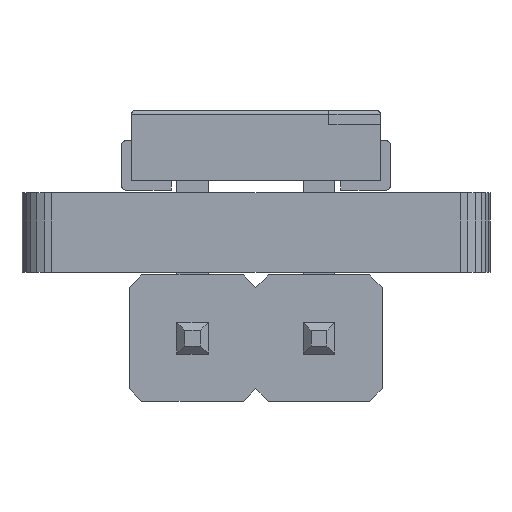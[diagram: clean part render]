
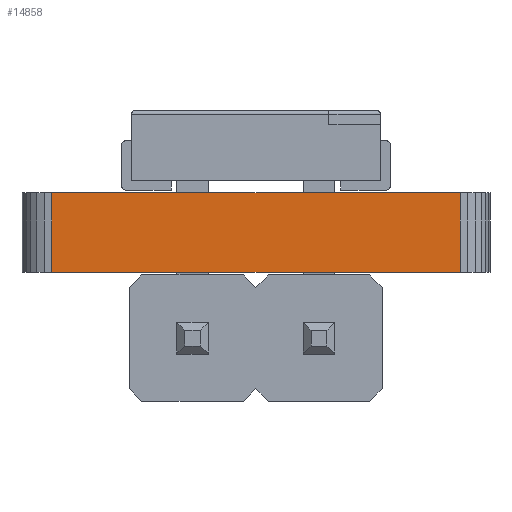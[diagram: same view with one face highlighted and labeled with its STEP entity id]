
A CAD part, front view. The second image highlights one B-rep face of the part: STEP entity #14858.
In plain terms, the highlighted planar face has unit normal (0, -1, 0).
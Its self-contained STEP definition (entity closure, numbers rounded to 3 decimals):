
#12671 = PLANE('',#12672);
#12672 = AXIS2_PLACEMENT_3D('',#12673,#12674,#12675);
#12673 = CARTESIAN_POINT('',(0.,0.25,1.6));
#12674 = DIRECTION('',(-0.,-0.,-1.));
#12675 = DIRECTION('',(-1.,0.,0.));
#12725 = PLANE('',#12726);
#12726 = AXIS2_PLACEMENT_3D('',#12727,#12728,#12729);
#12727 = CARTESIAN_POINT('',(0.,0.25,0.));
#12728 = DIRECTION('',(-0.,-0.,-1.));
#12729 = DIRECTION('',(-1.,0.,0.));
#13142 = VERTEX_POINT('',#13143);
#13143 = CARTESIAN_POINT('',(4.1,-6.5,0.));
#13157 = PLANE('',#13158);
#13158 = AXIS2_PLACEMENT_3D('',#13159,#13160,#13161);
#13159 = CARTESIAN_POINT('',(4.255,-6.48,0.));
#13160 = DIRECTION('',(0.131,-0.991,0.));
#13161 = DIRECTION('',(-0.991,-0.131,0.));
#13169 = EDGE_CURVE('',#13142,#13170,#13172,.T.);
#13170 = VERTEX_POINT('',#13171);
#13171 = CARTESIAN_POINT('',(-4.1,-6.5,0.));
#13172 = SURFACE_CURVE('',#13173,(#13177,#13184),.PCURVE_S1.);
#13173 = LINE('',#13174,#13175);
#13174 = CARTESIAN_POINT('',(4.1,-6.5,0.));
#13175 = VECTOR('',#13176,1.);
#13176 = DIRECTION('',(-1.,0.,0.));
#13177 = PCURVE('',#12725,#13178);
#13178 = DEFINITIONAL_REPRESENTATION('',(#13179),#13183);
#13179 = LINE('',#13180,#13181);
#13180 = CARTESIAN_POINT('',(-4.1,-6.75));
#13181 = VECTOR('',#13182,1.);
#13182 = DIRECTION('',(1.,0.));
#13183 = ( GEOMETRIC_REPRESENTATION_CONTEXT(2) 
PARAMETRIC_REPRESENTATION_CONTEXT() REPRESENTATION_CONTEXT('2D SPACE',''
  ) );
#13184 = PCURVE('',#13185,#13190);
#13185 = PLANE('',#13186);
#13186 = AXIS2_PLACEMENT_3D('',#13187,#13188,#13189);
#13187 = CARTESIAN_POINT('',(4.1,-6.5,0.));
#13188 = DIRECTION('',(0.,-1.,0.));
#13189 = DIRECTION('',(-1.,0.,0.));
#13190 = DEFINITIONAL_REPRESENTATION('',(#13191),#13195);
#13191 = LINE('',#13192,#13193);
#13192 = CARTESIAN_POINT('',(0.,-0.));
#13193 = VECTOR('',#13194,1.);
#13194 = DIRECTION('',(1.,0.));
#13195 = ( GEOMETRIC_REPRESENTATION_CONTEXT(2) 
PARAMETRIC_REPRESENTATION_CONTEXT() REPRESENTATION_CONTEXT('2D SPACE',''
  ) );
#13213 = PLANE('',#13214);
#13214 = AXIS2_PLACEMENT_3D('',#13215,#13216,#13217);
#13215 = CARTESIAN_POINT('',(-4.1,-6.5,0.));
#13216 = DIRECTION('',(-0.131,-0.991,0.));
#13217 = DIRECTION('',(-0.991,0.131,0.));
#13866 = VERTEX_POINT('',#13867);
#13867 = CARTESIAN_POINT('',(4.1,-6.5,1.6));
#13888 = EDGE_CURVE('',#13866,#13889,#13891,.T.);
#13889 = VERTEX_POINT('',#13890);
#13890 = CARTESIAN_POINT('',(-4.1,-6.5,1.6));
#13891 = SURFACE_CURVE('',#13892,(#13896,#13903),.PCURVE_S1.);
#13892 = LINE('',#13893,#13894);
#13893 = CARTESIAN_POINT('',(4.1,-6.5,1.6));
#13894 = VECTOR('',#13895,1.);
#13895 = DIRECTION('',(-1.,0.,0.));
#13896 = PCURVE('',#12671,#13897);
#13897 = DEFINITIONAL_REPRESENTATION('',(#13898),#13902);
#13898 = LINE('',#13899,#13900);
#13899 = CARTESIAN_POINT('',(-4.1,-6.75));
#13900 = VECTOR('',#13901,1.);
#13901 = DIRECTION('',(1.,0.));
#13902 = ( GEOMETRIC_REPRESENTATION_CONTEXT(2) 
PARAMETRIC_REPRESENTATION_CONTEXT() REPRESENTATION_CONTEXT('2D SPACE',''
  ) );
#13903 = PCURVE('',#13185,#13904);
#13904 = DEFINITIONAL_REPRESENTATION('',(#13905),#13909);
#13905 = LINE('',#13906,#13907);
#13906 = CARTESIAN_POINT('',(0.,-1.6));
#13907 = VECTOR('',#13908,1.);
#13908 = DIRECTION('',(1.,0.));
#13909 = ( GEOMETRIC_REPRESENTATION_CONTEXT(2) 
PARAMETRIC_REPRESENTATION_CONTEXT() REPRESENTATION_CONTEXT('2D SPACE',''
  ) );
#14810 = EDGE_CURVE('',#13142,#13866,#14811,.T.);
#14811 = SURFACE_CURVE('',#14812,(#14816,#14823),.PCURVE_S1.);
#14812 = LINE('',#14813,#14814);
#14813 = CARTESIAN_POINT('',(4.1,-6.5,0.));
#14814 = VECTOR('',#14815,1.);
#14815 = DIRECTION('',(0.,0.,1.));
#14816 = PCURVE('',#13157,#14817);
#14817 = DEFINITIONAL_REPRESENTATION('',(#14818),#14822);
#14818 = LINE('',#14819,#14820);
#14819 = CARTESIAN_POINT('',(0.157,0.));
#14820 = VECTOR('',#14821,1.);
#14821 = DIRECTION('',(0.,-1.));
#14822 = ( GEOMETRIC_REPRESENTATION_CONTEXT(2) 
PARAMETRIC_REPRESENTATION_CONTEXT() REPRESENTATION_CONTEXT('2D SPACE',''
  ) );
#14823 = PCURVE('',#13185,#14824);
#14824 = DEFINITIONAL_REPRESENTATION('',(#14825),#14829);
#14825 = LINE('',#14826,#14827);
#14826 = CARTESIAN_POINT('',(0.,-0.));
#14827 = VECTOR('',#14828,1.);
#14828 = DIRECTION('',(0.,-1.));
#14829 = ( GEOMETRIC_REPRESENTATION_CONTEXT(2) 
PARAMETRIC_REPRESENTATION_CONTEXT() REPRESENTATION_CONTEXT('2D SPACE',''
  ) );
#14858 = ADVANCED_FACE('',(#14859),#13185,.T.);
#14859 = FACE_BOUND('',#14860,.T.);
#14860 = EDGE_LOOP('',(#14861,#14862,#14863,#14884));
#14861 = ORIENTED_EDGE('',*,*,#14810,.T.);
#14862 = ORIENTED_EDGE('',*,*,#13888,.T.);
#14863 = ORIENTED_EDGE('',*,*,#14864,.F.);
#14864 = EDGE_CURVE('',#13170,#13889,#14865,.T.);
#14865 = SURFACE_CURVE('',#14866,(#14870,#14877),.PCURVE_S1.);
#14866 = LINE('',#14867,#14868);
#14867 = CARTESIAN_POINT('',(-4.1,-6.5,0.));
#14868 = VECTOR('',#14869,1.);
#14869 = DIRECTION('',(0.,0.,1.));
#14870 = PCURVE('',#13185,#14871);
#14871 = DEFINITIONAL_REPRESENTATION('',(#14872),#14876);
#14872 = LINE('',#14873,#14874);
#14873 = CARTESIAN_POINT('',(8.2,0.));
#14874 = VECTOR('',#14875,1.);
#14875 = DIRECTION('',(0.,-1.));
#14876 = ( GEOMETRIC_REPRESENTATION_CONTEXT(2) 
PARAMETRIC_REPRESENTATION_CONTEXT() REPRESENTATION_CONTEXT('2D SPACE',''
  ) );
#14877 = PCURVE('',#13213,#14878);
#14878 = DEFINITIONAL_REPRESENTATION('',(#14879),#14883);
#14879 = LINE('',#14880,#14881);
#14880 = CARTESIAN_POINT('',(0.,0.));
#14881 = VECTOR('',#14882,1.);
#14882 = DIRECTION('',(0.,-1.));
#14883 = ( GEOMETRIC_REPRESENTATION_CONTEXT(2) 
PARAMETRIC_REPRESENTATION_CONTEXT() REPRESENTATION_CONTEXT('2D SPACE',''
  ) );
#14884 = ORIENTED_EDGE('',*,*,#13169,.F.);
